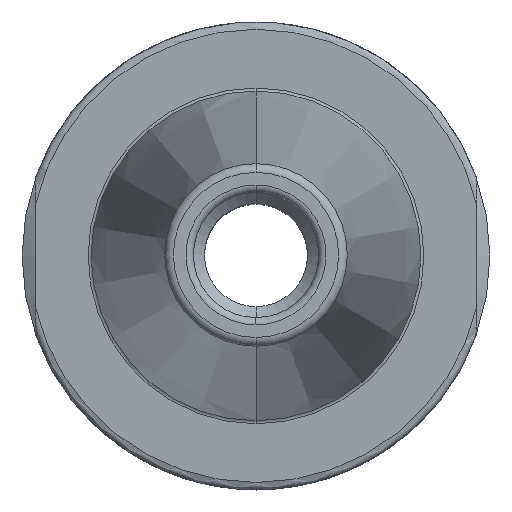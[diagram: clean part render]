
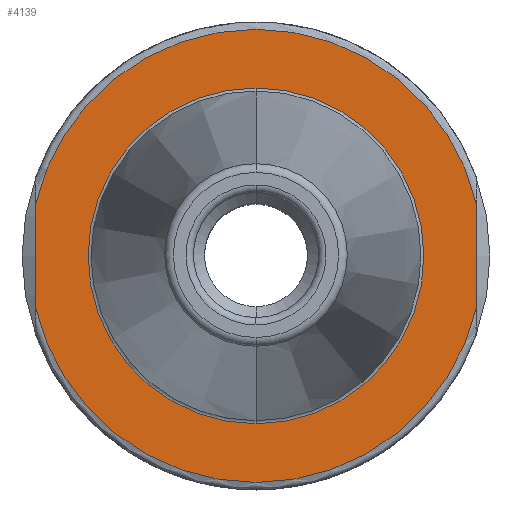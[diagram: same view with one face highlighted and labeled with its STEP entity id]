
A CAD part, top view. The second image highlights one B-rep face of the part: STEP entity #4139.
In plain terms, the highlighted planar face has unit normal (0, 0, 1).
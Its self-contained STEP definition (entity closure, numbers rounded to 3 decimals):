
#203=CARTESIAN_POINT('',(0,0,15.9));
#204=DIRECTION('',(0,0,1));
#205=DIRECTION('',(-0.975,-0.223,0));
#206=AXIS2_PLACEMENT_3D('',#203,#204,#205);
#228=CARTESIAN_POINT('',(0,0,15.9));
#229=DIRECTION('',(0,0,1));
#230=DIRECTION('',(0.975,0.223,0));
#231=AXIS2_PLACEMENT_3D('',#228,#229,#230);
#279=DIRECTION('',(0,1,0));
#280=VECTOR('',#279,13.726);
#281=CARTESIAN_POINT('',(-30,-6.863,15.9));
#282=LINE('',#281,#280);
#283=DIRECTION('',(0,-1,0));
#284=VECTOR('',#283,13.726);
#285=CARTESIAN_POINT('',(30,6.863,15.9));
#286=LINE('',#285,#284);
#297=CARTESIAN_POINT('',(0,0,15.9));
#298=DIRECTION('',(0,0,1));
#299=DIRECTION('',(0,1,0));
#300=AXIS2_PLACEMENT_3D('',#297,#298,#299);
#302=CARTESIAN_POINT('',(0,0,15.9));
#303=DIRECTION('',(0,0,-1));
#304=DIRECTION('',(0,1,0));
#305=AXIS2_PLACEMENT_3D('',#302,#303,#304);
#3334=CARTESIAN_POINT('',(0,22.8,15.9));
#3336=VERTEX_POINT('',#3334);
#3364=CARTESIAN_POINT('',(0,-22.8,15.9));
#3366=VERTEX_POINT('',#3364);
#3426=CARTESIAN_POINT('',(-30,-6.863,15.9));
#3427=CARTESIAN_POINT('',(-30,6.863,15.9));
#3428=VERTEX_POINT('',#3426);
#3429=VERTEX_POINT('',#3427);
#3430=CARTESIAN_POINT('',(30,6.863,15.9));
#3431=CARTESIAN_POINT('',(30,-6.863,15.9));
#3432=VERTEX_POINT('',#3430);
#3433=VERTEX_POINT('',#3431);
#4121=CARTESIAN_POINT('',(0,0,15.9));
#4122=DIRECTION('',(0,0,-1));
#4123=DIRECTION('',(0,-1,0));
#4124=AXIS2_PLACEMENT_3D('',#4121,#4122,#4123);
#4125=PLANE('',#4124);
#4126=ORIENTED_EDGE('',*,*,#4111,.T.);
#4127=ORIENTED_EDGE('',*,*,#4096,.F.);
#4129=ORIENTED_EDGE('',*,*,#4128,.T.);
#4130=ORIENTED_EDGE('',*,*,#4084,.F.);
#4131=EDGE_LOOP('',(#4126,#4127,#4129,#4130));
#4132=FACE_OUTER_BOUND('',#4131,.F.);
#4134=ORIENTED_EDGE('',*,*,#4133,.T.);
#4136=ORIENTED_EDGE('',*,*,#4135,.F.);
#4137=EDGE_LOOP('',(#4134,#4136));
#4138=FACE_BOUND('',#4137,.F.);
#4139=ADVANCED_FACE('',(#4132,#4138),#4125,.F.);
#207=CIRCLE('',#206,30.775);
#232=CIRCLE('',#231,30.775);
#301=CIRCLE('',#300,22.8);
#306=CIRCLE('',#305,22.8);
#4084=EDGE_CURVE('',#3428,#3433,#207,.T.);
#4096=EDGE_CURVE('',#3432,#3429,#232,.T.);
#4111=EDGE_CURVE('',#3428,#3429,#282,.T.);
#4128=EDGE_CURVE('',#3432,#3433,#286,.T.);
#4133=EDGE_CURVE('',#3336,#3366,#301,.T.);
#4135=EDGE_CURVE('',#3336,#3366,#306,.T.);
